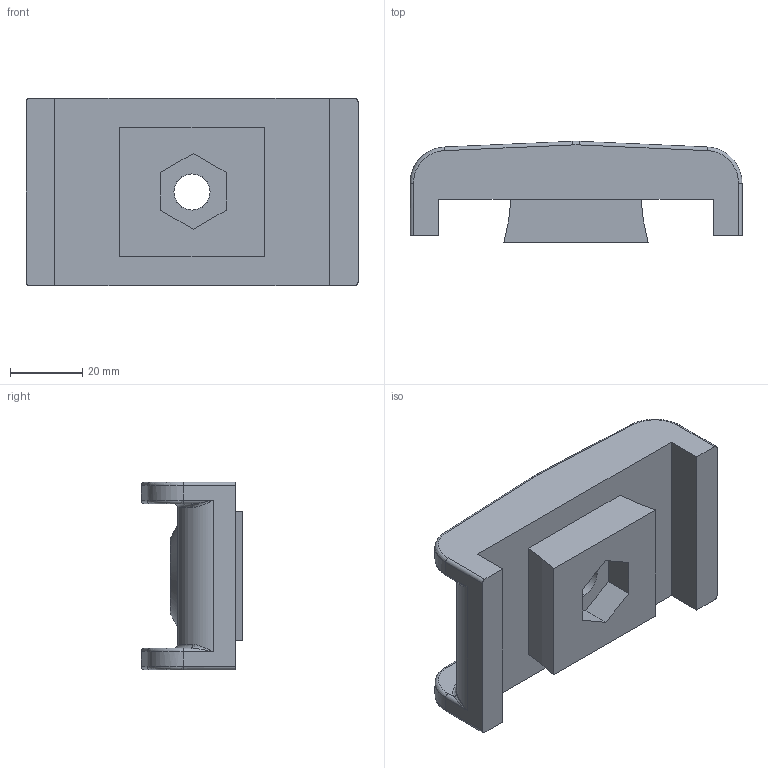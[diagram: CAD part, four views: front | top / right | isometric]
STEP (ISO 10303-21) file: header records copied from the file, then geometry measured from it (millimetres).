
FILE_DESCRIPTION(('CATIA V5 STEP Exchange'),'2;1');
FILE_NAME('211IIB000.stp','2018-01-02T10:36:53+00:00',('none'),('none'),'CATIA Version 5 Release 21 GA (IN-10)','CATIA V5 STEP AP203','none');
FILE_SCHEMA(('CONFIG_CONTROL_DESIGN'));
Length unit declared in the file: millimetre
Products named in the file (1): 211IIB000
Bounding box: 92 x 28 x 52 mm (x, y, z)
Volume: 58152.9 mm3; surface area: 21600.6 mm2
Topology: 2 solids, 2 shells, 96 faces, 516 edges, 422 vertices
Faces by surface type: cylinder 40, plane 30, bspline 24, revolution 2
Entity records: 5778 total; most frequent: CARTESIAN_POINT 2701, ORIENTED_EDGE 1024, EDGE_CURVE 512, B_SPLINE_CURVE_WITH_KNOTS 432, VERTEX_POINT 422, DIRECTION 154, EDGE_LOOP 102, ADVANCED_FACE 96
